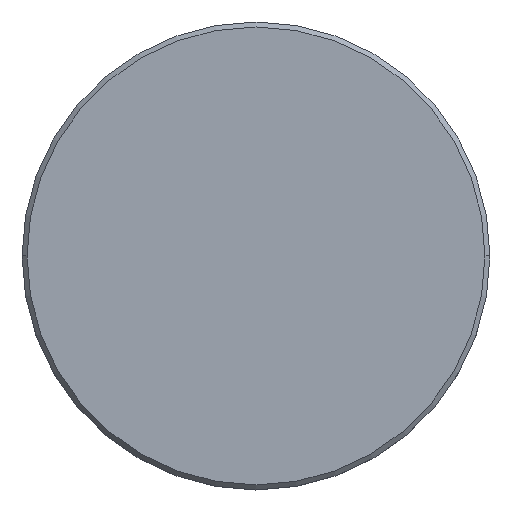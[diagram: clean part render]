
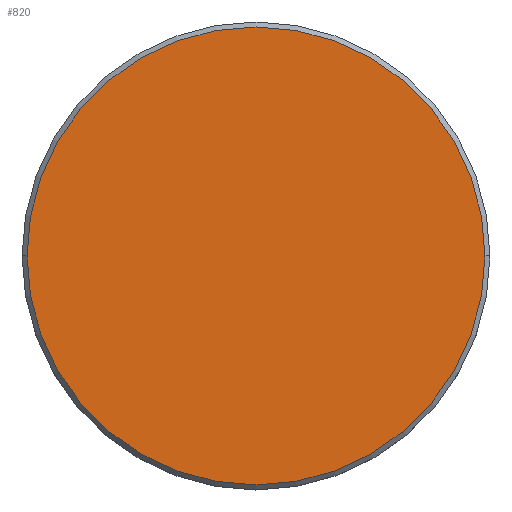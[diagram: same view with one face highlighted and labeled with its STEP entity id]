
A CAD part, top view. The second image highlights one B-rep face of the part: STEP entity #820.
In plain terms, the highlighted planar face has unit normal (0, 0, 1).
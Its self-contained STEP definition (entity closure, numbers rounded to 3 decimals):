
#39 = DIRECTION ( 'NONE',  ( 1., 0., 0. ) ) ;
#128 = PLANE ( 'NONE',  #1106 ) ;
#162 = CARTESIAN_POINT ( 'NONE',  ( 0., 0., 0. ) ) ;
#182 = CARTESIAN_POINT ( 'NONE',  ( 0., 0., 0. ) ) ;
#271 = CARTESIAN_POINT ( 'NONE',  ( -23., 0., 0. ) ) ;
#272 = FACE_OUTER_BOUND ( 'NONE', #758, .T. ) ;
#380 = AXIS2_PLACEMENT_3D ( 'NONE', #761, #571, #938 ) ;
#429 = VERTEX_POINT ( 'NONE', #271 ) ;
#449 = DIRECTION ( 'NONE',  ( 1., 0., 0. ) ) ;
#488 = EDGE_CURVE ( 'NONE', #888, #429, #518, .T. ) ;
#518 = CIRCLE ( 'NONE', #380, 23. ) ;
#527 = CARTESIAN_POINT ( 'NONE',  ( 23., 0., 0. ) ) ;
#548 = DIRECTION ( 'NONE',  ( 0., 0., 1. ) ) ;
#562 = ORIENTED_EDGE ( 'NONE', *, *, #488, .T. ) ;
#571 = DIRECTION ( 'NONE',  ( 0., 0., 1. ) ) ;
#590 = EDGE_CURVE ( 'NONE', #429, #888, #1055, .T. ) ;
#705 = AXIS2_PLACEMENT_3D ( 'NONE', #162, #548, #449 ) ;
#758 = EDGE_LOOP ( 'NONE', ( #1039, #562 ) ) ;
#761 = CARTESIAN_POINT ( 'NONE',  ( 0., 0., 0. ) ) ;
#820 = ADVANCED_FACE ( 'NONE', ( #272 ), #128, .T. ) ;
#888 = VERTEX_POINT ( 'NONE', #527 ) ;
#938 = DIRECTION ( 'NONE',  ( 1., 0., 0. ) ) ;
#1035 = DIRECTION ( 'NONE',  ( 0., 0., 1. ) ) ;
#1039 = ORIENTED_EDGE ( 'NONE', *, *, #590, .T. ) ;
#1055 = CIRCLE ( 'NONE', #705, 23. ) ;
#1106 = AXIS2_PLACEMENT_3D ( 'NONE', #182, #1035, #39 ) ;
